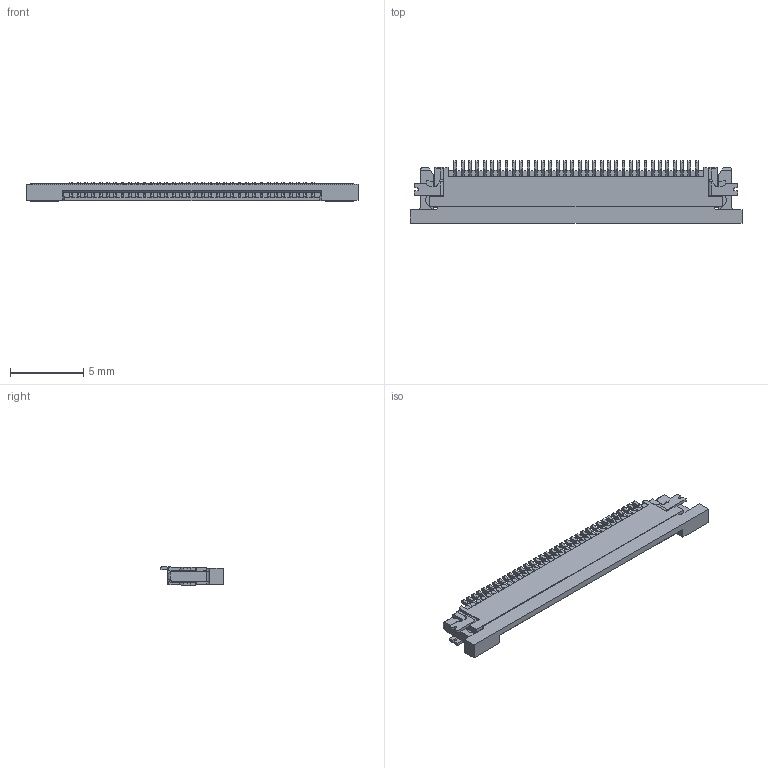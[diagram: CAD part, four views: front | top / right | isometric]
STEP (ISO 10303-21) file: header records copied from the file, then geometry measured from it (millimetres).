
FILE_DESCRIPTION(/* description */ ('Unknown'),/* implementation_level */ '2;1');
FILE_NAME(/* name */ '687134183622',/* time_stamp */ '2018-01-04T16:22:57+01:00',/* author */ ('Unknown'),/* organization */ ('Unknown'),/* preprocessor_version */ 'ST-DEVELOPER v16.7',/* originating_system */ 'DEX',/* authorisation */ $);
FILE_SCHEMA (('AUTOMOTIVE_DESIGN {1 0 10303 214 3 1 1}'));
Length unit declared in the file: millimetre
Products named in the file (6): 6871xx183622; 68x134183x22; 68X1XX183X22_Pin_TOP; 68x134183x22_Actuator; 68X1xx183x22_Solder_Pad2; 68X1XX183X22_Solder_Pad
Assembly tree (38 placements, depth 2):
  6871xx183622
    68x134183x22
    68X1XX183X22_Pin_TOP  x34
    68x134183x22_Actuator
    68X1xx183x22_Solder_Pad2
    68X1XX183X22_Solder_Pad
Bounding box: 22.7 x 4.25 x 1.29 mm (x, y, z)
Volume: 69.1 mm3; surface area: 619.3 mm2
Topology: 38 solids, 38 shells, 2397 faces, 7193 edges, 4738 vertices
Faces by surface type: plane 1726, cylinder 671
Entity records: 40140 total; most frequent: ORIENTED_EDGE 7258, CARTESIAN_POINT 7173, DIRECTION 6415, EDGE_CURVE 3629, LINE 3207, VECTOR 3207, VERTEX_POINT 2362, AXIS2_PLACEMENT_3D 1604
